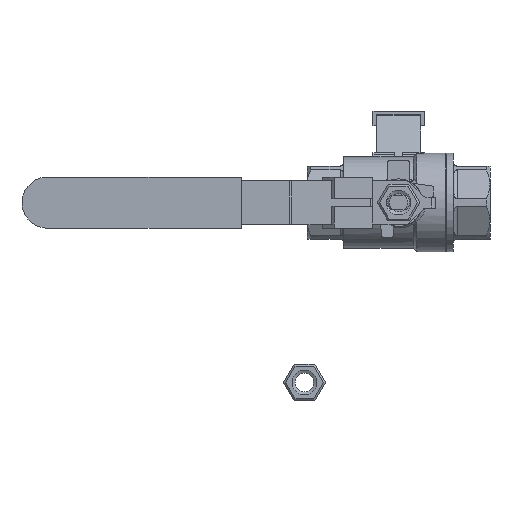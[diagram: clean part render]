
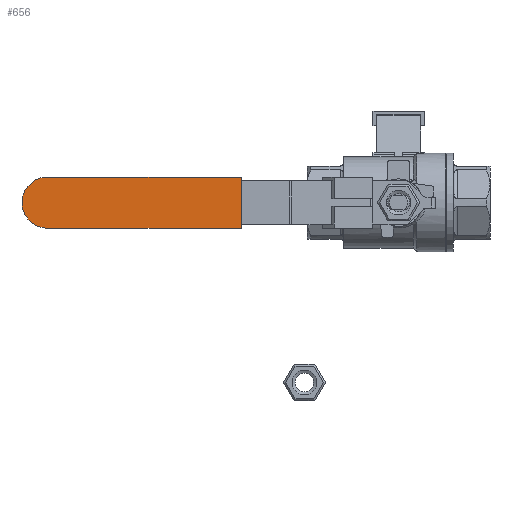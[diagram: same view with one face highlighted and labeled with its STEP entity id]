
A CAD part, left-side view. The second image highlights one B-rep face of the part: STEP entity #656.
In plain terms, the highlighted face is planar.
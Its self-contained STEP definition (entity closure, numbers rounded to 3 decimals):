
#656 = ADVANCED_FACE( '', ( #1367 ), #1368, .F. );
#1367 = FACE_OUTER_BOUND( '', #2486, .T. );
#1368 = PLANE( '', #2487 );
#2486 = EDGE_LOOP( '', ( #4340, #4341, #4342, #4343 ) );
#2487 = AXIS2_PLACEMENT_3D( '', #4344, #4345, #4346 );
#4340 = ORIENTED_EDGE( '', *, *, #5424, .T. );
#4341 = ORIENTED_EDGE( '', *, *, #5413, .T. );
#4342 = ORIENTED_EDGE( '', *, *, #4936, .T. );
#4343 = ORIENTED_EDGE( '', *, *, #5425, .F. );
#4344 = CARTESIAN_POINT( '', ( -7., 60., 2. ) );
#4345 = DIRECTION( '', ( 0., 0., -1. ) );
#4346 = DIRECTION( '', ( -1., 0., 0. ) );
#4936 = EDGE_CURVE( '', #5906, #5910, #5912, .T. );
#5413 = EDGE_CURVE( '', #6576, #5906, #6577, .T. );
#5424 = EDGE_CURVE( '', #6589, #6576, #6590, .F. );
#5425 = EDGE_CURVE( '', #6589, #5910, #6591, .T. );
#5906 = VERTEX_POINT( '', #7780 );
#5910 = VERTEX_POINT( '', #7786 );
#5912 = LINE( '', #7789, #7790 );
#6576 = VERTEX_POINT( '', #9503 );
#6577 = LINE( '', #9504, #9505 );
#6589 = VERTEX_POINT( '', #9521 );
#6590 = CIRCLE( '', #9522, 7. );
#6591 = LINE( '', #9523, #9524 );
#7780 = CARTESIAN_POINT( '', ( -7., 0., 2. ) );
#7786 = CARTESIAN_POINT( '', ( 7., 0., 2. ) );
#7789 = CARTESIAN_POINT( '', ( -7., 0., 2. ) );
#7790 = VECTOR( '', #9860, 1000. );
#9503 = CARTESIAN_POINT( '', ( -7., 53., 2. ) );
#9504 = CARTESIAN_POINT( '', ( -7., 60., 2. ) );
#9505 = VECTOR( '', #10337, 1000. );
#9521 = CARTESIAN_POINT( '', ( 7., 53., 2. ) );
#9522 = AXIS2_PLACEMENT_3D( '', #10342, #10343, #10344 );
#9523 = CARTESIAN_POINT( '', ( 7., 60., 2. ) );
#9524 = VECTOR( '', #10345, 1000. );
#9860 = DIRECTION( '', ( 1., 0., 0. ) );
#10337 = DIRECTION( '', ( 0., -1., 0. ) );
#10342 = CARTESIAN_POINT( '', ( 0., 53., 2. ) );
#10343 = DIRECTION( '', ( 0., 0., -1. ) );
#10344 = DIRECTION( '', ( -1., 0., 0. ) );
#10345 = DIRECTION( '', ( 0., -1., 0. ) );
